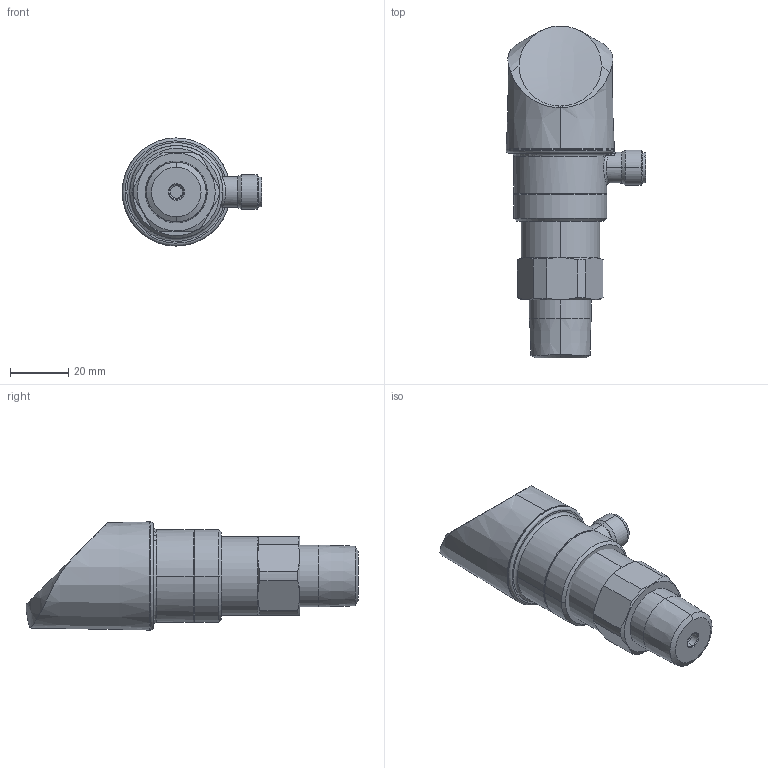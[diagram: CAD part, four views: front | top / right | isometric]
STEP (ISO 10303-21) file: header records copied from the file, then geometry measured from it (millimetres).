
FILE_DESCRIPTION (( 'STEP AP214' ), '1' );
FILE_NAME ('8381.XX.XX.51.32.STEP', '2017-06-27T07:46:06', ( 'upgadmin' ), ( 'Hewlett-Packard Company' ), 'SwSTEP 2.0', 'SolidWorks 2016', '' );
FILE_SCHEMA (( 'AUTOMOTIVE_DESIGN' ));
Length unit declared in the file: millimetre
Products named in the file (5): C29361_51; 8381.XX.XX.51.32; Display-4Pol
Assembly tree (2 placements, depth 2):
  C29361_51
  8381.XX.XX.51.32
    C29361_51
    Display-4Pol
  Display-4Pol
Bounding box: 48 x 114.24 x 37.2 mm (x, y, z)
Volume: 75447.6 mm3; surface area: 15606.1 mm2
Topology: 2 solids, 2 shells, 149 faces, 340 edges, 201 vertices
Faces by surface type: cylinder 47, cone 34, plane 29, torus 20, bspline 17, sphere 2
Entity records: 7588 total; most frequent: CARTESIAN_POINT 3471, DIRECTION 697, ORIENTED_EDGE 672, EDGE_CURVE 336, AXIS2_PLACEMENT_3D 301, VERTEX_POINT 201, CIRCLE 163, EDGE_LOOP 161
